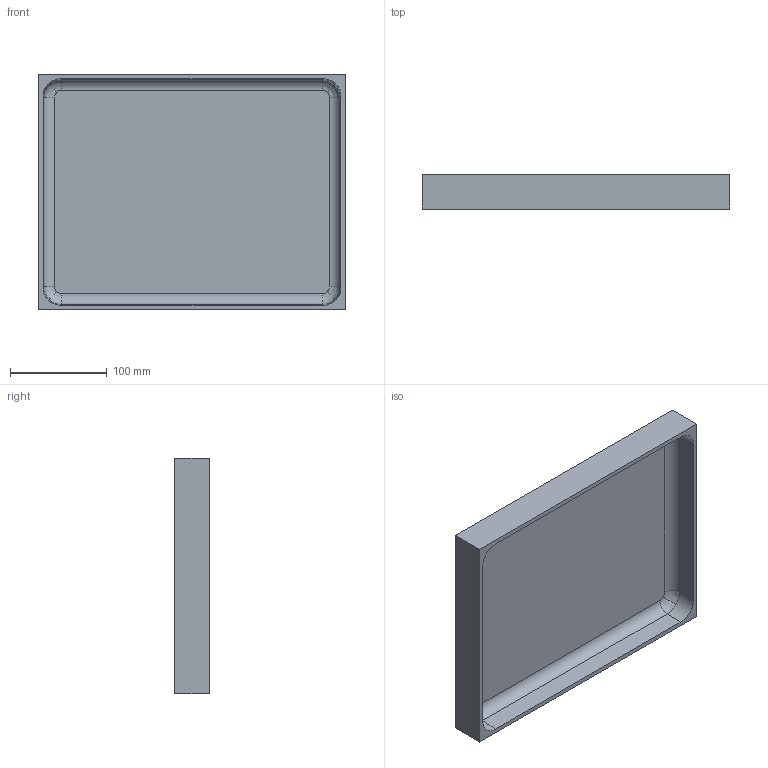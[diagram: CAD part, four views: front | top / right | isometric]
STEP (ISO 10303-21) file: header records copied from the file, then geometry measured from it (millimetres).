
FILE_DESCRIPTION (( 'STEP AP203' ), '1' );
FILE_NAME ('1400-TOP.STEP', '2008-02-01T00:08:55', ( ' ' ), ( ' ' ), 'SwSTEP 2.0', 'SolidWorks 2006233', '' );
FILE_SCHEMA (( 'CONFIG_CONTROL_DESIGN' ));
Length unit declared in the file: inch
Products named in the file (1): 1400-TOP
Bounding box: 316.86 x 35.56 x 243.2 mm (x, y, z)
Volume: 603447.7 mm3; surface area: 220017.7 mm2
Topology: 1 solids, 1 shells, 27 faces, 64 edges, 40 vertices
Faces by surface type: plane 11, cylinder 8, bspline 8
Entity records: 1045 total; most frequent: CARTESIAN_POINT 424, ORIENTED_EDGE 128, DIRECTION 96, EDGE_CURVE 64, VERTEX_POINT 40, VECTOR 32, LINE 32, AXIS2_PLACEMENT_3D 32
